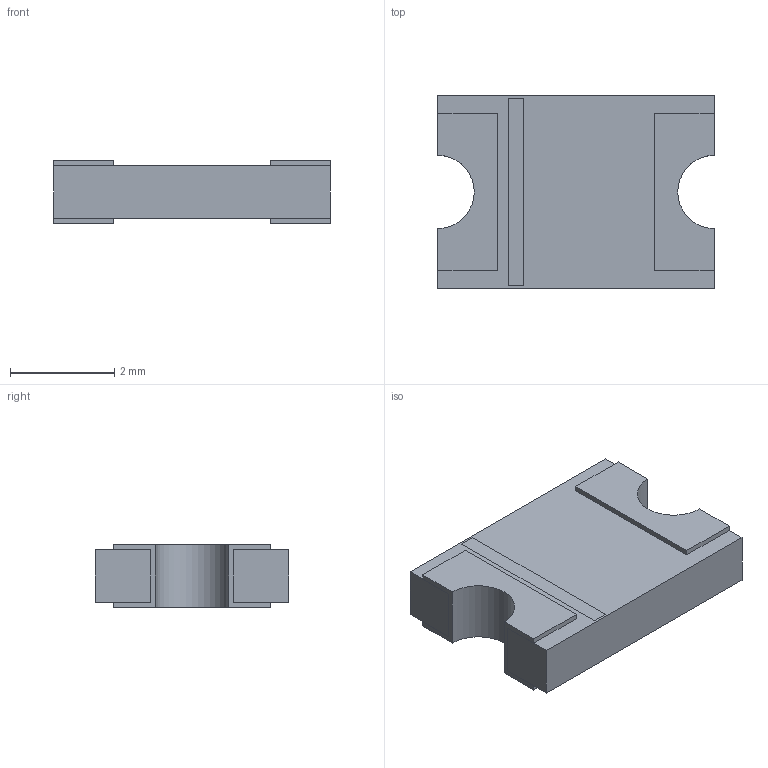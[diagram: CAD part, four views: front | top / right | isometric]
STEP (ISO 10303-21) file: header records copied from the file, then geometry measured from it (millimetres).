
FILE_DESCRIPTION(/* description */ (''),/* implementation_level */ '2;1');
FILE_NAME(/* name */ 'AVX_SMB (D0-214AA).stp',/* time_stamp */ '2016-10-18T16:38:24+02:00',/* author */ ('jchouvet'),/* organization */ (''),/* preprocessor_version */ 'ST-DEVELOPER v16.1',/* originating_system */ 'AutoCAD Mechanical',/* authorisation */ '');
FILE_SCHEMA (('AUTOMOTIVE_DESIGN { 1 0 10303 214 3 1 1 }'));
Length unit declared in the file: millimetre
Products named in the file (1): Product
Bounding box: 5.3 x 3.7 x 1.2 mm (x, y, z)
Volume: 19.1 mm3; surface area: 90.9 mm2
Topology: 4 solids, 4 shells, 57 faces, 144 edges, 96 vertices
Faces by surface type: plane 55, cylinder 2
Entity records: 1725 total; most frequent: CARTESIAN_POINT 298, ORIENTED_EDGE 288, DIRECTION 264, EDGE_CURVE 144, LINE 140, VECTOR 140, VERTEX_POINT 96, AXIS2_PLACEMENT_3D 62
